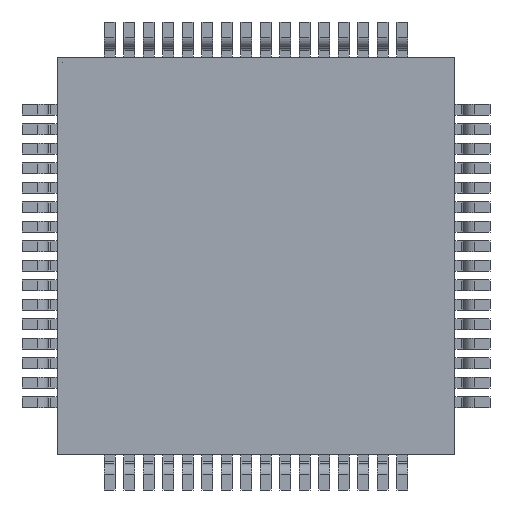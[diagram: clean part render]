
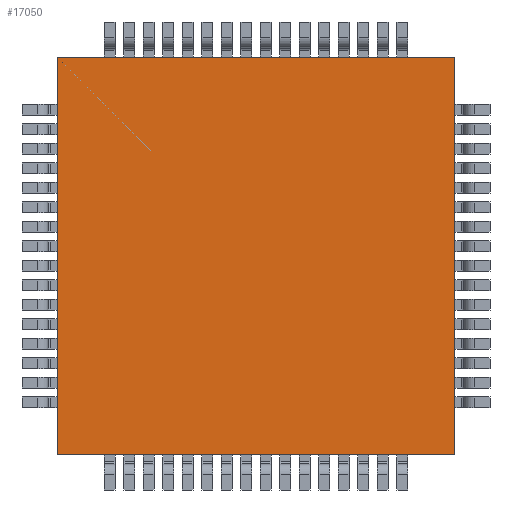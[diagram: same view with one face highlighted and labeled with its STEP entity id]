
A CAD part, front view. The second image highlights one B-rep face of the part: STEP entity #17050.
In plain terms, the highlighted face is planar.
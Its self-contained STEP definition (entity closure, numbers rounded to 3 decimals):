
#1704=FACE_OUTER_BOUND('',#2581,.T.);
#2581=EDGE_LOOP('',(#14637,#14638,#14639,#14640));
#4422=LINE('',#27690,#6235);
#4425=LINE('',#27695,#6238);
#4426=LINE('',#27699,#6239);
#4427=LINE('',#27700,#6240);
#6235=VECTOR('',#22954,1.);
#6238=VECTOR('',#22959,1.);
#6239=VECTOR('',#22964,1.);
#6240=VECTOR('',#22965,1.);
#7789=VERTEX_POINT('',#27687);
#7790=VERTEX_POINT('',#27689);
#7791=VERTEX_POINT('',#27693);
#7792=VERTEX_POINT('',#27698);
#10114=EDGE_CURVE('',#7790,#7789,#4422,.T.);
#10117=EDGE_CURVE('',#7789,#7791,#4425,.T.);
#10118=EDGE_CURVE('',#7791,#7792,#4426,.T.);
#10119=EDGE_CURVE('',#7792,#7790,#4427,.T.);
#14637=ORIENTED_EDGE('',*,*,#10117,.T.);
#14638=ORIENTED_EDGE('',*,*,#10118,.T.);
#14639=ORIENTED_EDGE('',*,*,#10119,.T.);
#14640=ORIENTED_EDGE('',*,*,#10114,.T.);
#15361=PLANE('',#18426);
#17050=ADVANCED_FACE('',(#1704),#15361,.F.);
#18426=AXIS2_PLACEMENT_3D('',#27697,#22962,#22963);
#22954=DIRECTION('',(1.,0.,0.));
#22959=DIRECTION('',(0.,-1.,0.));
#22962=DIRECTION('center_axis',(0.,0.,1.));
#22963=DIRECTION('ref_axis',(1.,0.,0.));
#22964=DIRECTION('',(-1.,0.,0.));
#22965=DIRECTION('',(0.,1.,0.));
#27687=CARTESIAN_POINT('',(5.1,5.1,0.05));
#27689=CARTESIAN_POINT('',(-5.1,5.1,0.05));
#27690=CARTESIAN_POINT('',(0.,5.1,0.05));
#27693=CARTESIAN_POINT('',(5.1,-5.1,0.05));
#27695=CARTESIAN_POINT('',(5.1,0.,0.05));
#27697=CARTESIAN_POINT('Origin',(0.,0.,0.05));
#27698=CARTESIAN_POINT('',(-5.1,-5.1,0.05));
#27699=CARTESIAN_POINT('',(0.,-5.1,0.05));
#27700=CARTESIAN_POINT('',(-5.1,0.,0.05));
